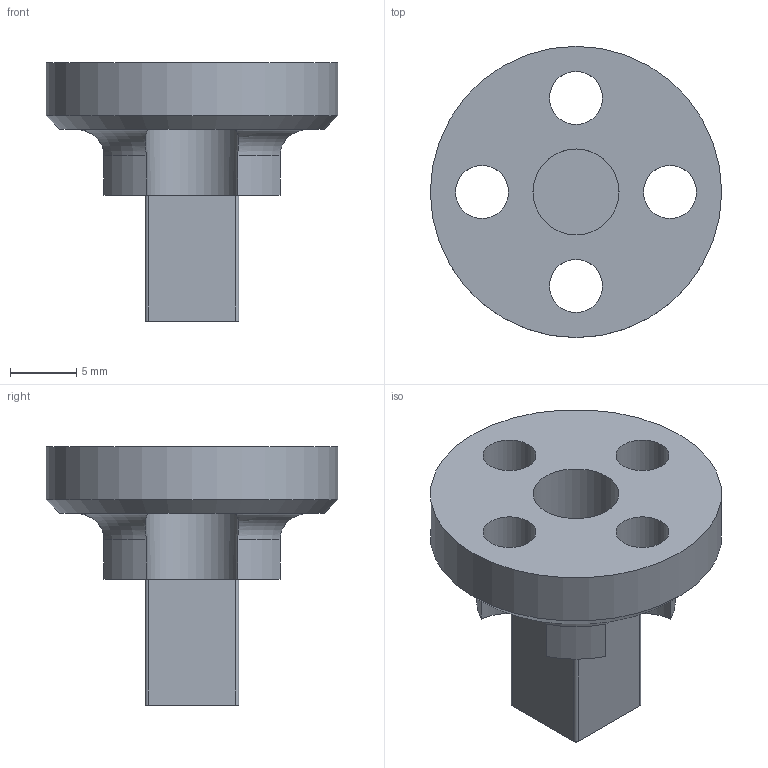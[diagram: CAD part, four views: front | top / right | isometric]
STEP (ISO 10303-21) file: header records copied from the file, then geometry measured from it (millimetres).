
FILE_DESCRIPTION(/* description */ (''),/* implementation_level */ '2;1');
FILE_NAME(/* name */ 'DriveshaftUpper.stp',/* time_stamp */ '2023-04-16T23:23:47-04:00',/* author */ (''),/* organization */ (''),/* preprocessor_version */ 'ST-DEVELOPER v18.102',/* originating_system */ 'SIEMENS PLM Software NX2206.6002',/* authorisation */ '');
FILE_SCHEMA (('AUTOMOTIVE_DESIGN { 1 0 10303 214 3 1 1 1 }'));
Length unit declared in the file: millimetre
Products named in the file (1): DriveshaftUpper
Bounding box: 22 x 22 x 19.5 mm (x, y, z)
Volume: 2309.1 mm3; surface area: 2000.5 mm2
Topology: 1 solids, 1 shells, 34 faces, 83 edges, 55 vertices
Faces by surface type: cylinder 19, plane 10, torus 4, cone 1
Full cylindrical faces by diameter (mm): 3.5 x1, 4 x4, 6.5 x1, 22 x1
Entity records: 1138 total; most frequent: CARTESIAN_POINT 297, DIRECTION 180, ORIENTED_EDGE 150, AXIS2_PLACEMENT_3D 78, EDGE_CURVE 75, VERTEX_POINT 55, EDGE_LOOP 54, CIRCLE 43
